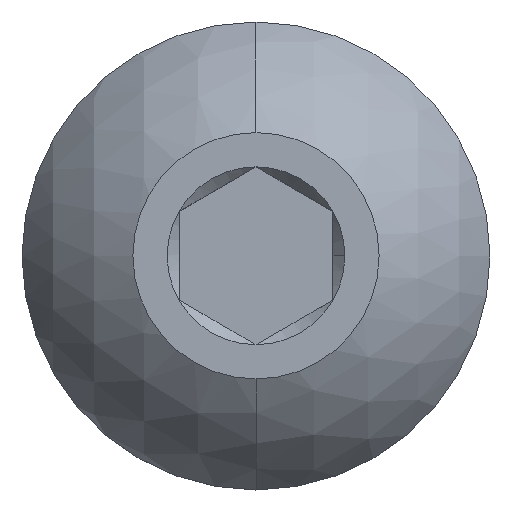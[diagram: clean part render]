
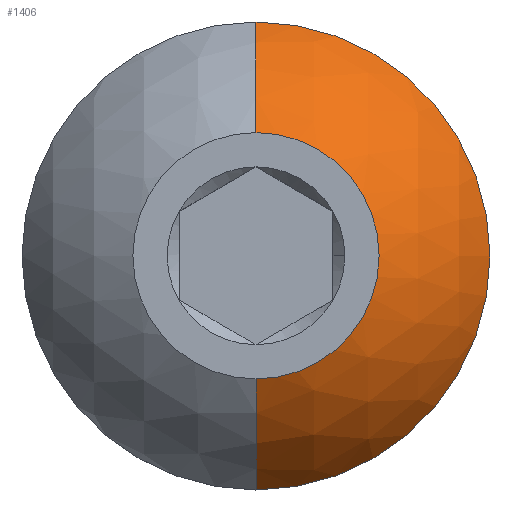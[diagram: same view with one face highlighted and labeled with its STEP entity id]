
A CAD part, top view. The second image highlights one B-rep face of the part: STEP entity #1406.
In plain terms, the highlighted spherical face has radius 4.229 mm.
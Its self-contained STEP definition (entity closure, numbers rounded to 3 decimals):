
#58 = DIRECTION ( 'NONE',  ( 0., 0., 1. ) ) ;
#95 = EDGE_LOOP ( 'NONE', ( #1920, #3224, #329, #1354, #742 ) ) ;
#210 = CARTESIAN_POINT ( 'NONE',  ( 0., 0., -3.726 ) ) ;
#329 = ORIENTED_EDGE ( 'NONE', *, *, #2408, .T. ) ;
#615 = DIRECTION ( 'NONE',  ( 0., 1., 0. ) ) ;
#704 = FACE_OUTER_BOUND ( 'NONE', #95, .T. ) ;
#742 = ORIENTED_EDGE ( 'NONE', *, *, #3909, .F. ) ;
#844 = CIRCLE ( 'NONE', #1437, 2. ) ;
#1099 = DIRECTION ( 'NONE',  ( 1., 0., 0. ) ) ;
#1278 = CIRCLE ( 'NONE', #2005, 4.229 ) ;
#1354 = ORIENTED_EDGE ( 'NONE', *, *, #3018, .F. ) ;
#1406 = ADVANCED_FACE ( 'NONE', ( #704 ), #4573, .T. ) ;
#1437 = AXIS2_PLACEMENT_3D ( 'NONE', #3352, #2192, #3751 ) ;
#1495 = DIRECTION ( 'NONE',  ( 0., 0., 1. ) ) ;
#1574 = CARTESIAN_POINT ( 'NONE',  ( 0., 0., -1.87 ) ) ;
#1800 = DIRECTION ( 'NONE',  ( 1., 0., 0. ) ) ;
#1920 = ORIENTED_EDGE ( 'NONE', *, *, #3250, .T. ) ;
#2005 = AXIS2_PLACEMENT_3D ( 'NONE', #3297, #1800, #615 ) ;
#2023 = DIRECTION ( 'NONE',  ( 0., -1., 0. ) ) ;
#2040 = AXIS2_PLACEMENT_3D ( 'NONE', #1574, #58, #3122 ) ;
#2092 = CIRCLE ( 'NONE', #4283, 3.8 ) ;
#2192 = DIRECTION ( 'NONE',  ( 0., 0., 1. ) ) ;
#2225 = AXIS2_PLACEMENT_3D ( 'NONE', #2743, #4702, #2023 ) ;
#2226 = CARTESIAN_POINT ( 'NONE',  ( 0., -2., 0. ) ) ;
#2408 = EDGE_CURVE ( 'NONE', #3654, #4272, #1278, .T. ) ;
#2538 = CARTESIAN_POINT ( 'NONE',  ( 0., 2., 0. ) ) ;
#2570 = VERTEX_POINT ( 'NONE', #2226 ) ;
#2630 = CIRCLE ( 'NONE', #2040, 3.8 ) ;
#2743 = CARTESIAN_POINT ( 'NONE',  ( 0., 0., -3.726 ) ) ;
#2869 = AXIS2_PLACEMENT_3D ( 'NONE', #210, #4924, #3694 ) ;
#3018 = EDGE_CURVE ( 'NONE', #2570, #4272, #844, .T. ) ;
#3107 = VERTEX_POINT ( 'NONE', #5003 ) ;
#3122 = DIRECTION ( 'NONE',  ( 1., 0., 0. ) ) ;
#3224 = ORIENTED_EDGE ( 'NONE', *, *, #4129, .T. ) ;
#3250 = EDGE_CURVE ( 'NONE', #3107, #4018, #2092, .T. ) ;
#3297 = CARTESIAN_POINT ( 'NONE',  ( 0., 0., -3.726 ) ) ;
#3307 = CARTESIAN_POINT ( 'NONE',  ( 0., 3.8, -1.87 ) ) ;
#3352 = CARTESIAN_POINT ( 'NONE',  ( 0., 0., 0. ) ) ;
#3418 = CARTESIAN_POINT ( 'NONE',  ( 0., 0., -1.87 ) ) ;
#3654 = VERTEX_POINT ( 'NONE', #3307 ) ;
#3689 = CIRCLE ( 'NONE', #2869, 4.229 ) ;
#3694 = DIRECTION ( 'NONE',  ( 0., -1., 0. ) ) ;
#3740 = CARTESIAN_POINT ( 'NONE',  ( 3.8, 0., -1.87 ) ) ;
#3751 = DIRECTION ( 'NONE',  ( 1., 0., 0. ) ) ;
#3909 = EDGE_CURVE ( 'NONE', #3107, #2570, #3689, .T. ) ;
#4018 = VERTEX_POINT ( 'NONE', #3740 ) ;
#4129 = EDGE_CURVE ( 'NONE', #4018, #3654, #2630, .T. ) ;
#4272 = VERTEX_POINT ( 'NONE', #2538 ) ;
#4283 = AXIS2_PLACEMENT_3D ( 'NONE', #3418, #1495, #1099 ) ;
#4573 = SPHERICAL_SURFACE ( 'NONE', #2225, 4.229 ) ;
#4702 = DIRECTION ( 'NONE',  ( 1., 0., 0. ) ) ;
#4924 = DIRECTION ( 'NONE',  ( -1., 0., 0. ) ) ;
#5003 = CARTESIAN_POINT ( 'NONE',  ( 0., -3.8, -1.87 ) ) ;
